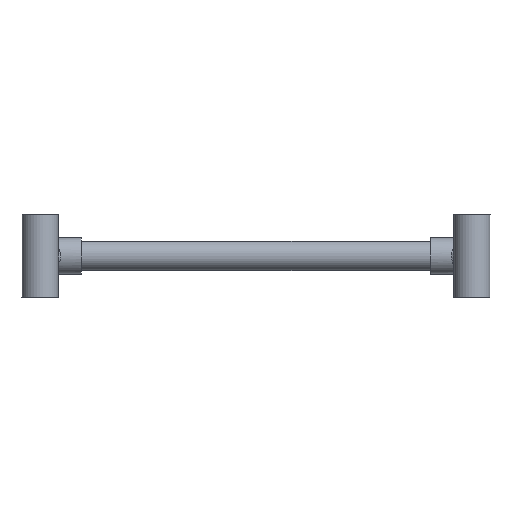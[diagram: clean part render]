
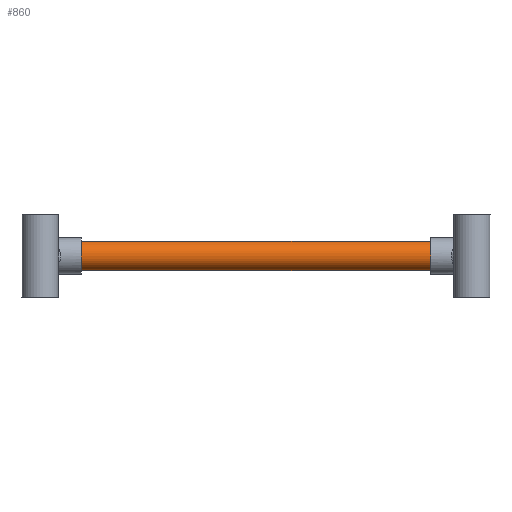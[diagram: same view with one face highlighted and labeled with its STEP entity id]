
A CAD part, left-side view. The second image highlights one B-rep face of the part: STEP entity #860.
In plain terms, the highlighted cylindrical face has radius 11.197 mm (diameter 22.394 mm), a full revolution.
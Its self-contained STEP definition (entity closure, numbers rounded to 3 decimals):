
#132=CYLINDRICAL_SURFACE('',#1006,11.197);
#157=LINE('',#3158,#182);
#182=VECTOR('',#1276,11.197);
#241=FACE_OUTER_BOUND('',#308,.T.);
#308=EDGE_LOOP('',(#790,#791,#792,#793));
#375=CIRCLE('',#1007,11.197);
#376=CIRCLE('',#1008,11.197);
#449=VERTEX_POINT('',#3155);
#450=VERTEX_POINT('',#3157);
#563=EDGE_CURVE('',#449,#449,#375,.T.);
#564=EDGE_CURVE('',#449,#450,#157,.T.);
#565=EDGE_CURVE('',#450,#450,#376,.T.);
#790=ORIENTED_EDGE('',*,*,#563,.F.);
#791=ORIENTED_EDGE('',*,*,#564,.T.);
#792=ORIENTED_EDGE('',*,*,#565,.T.);
#793=ORIENTED_EDGE('',*,*,#564,.F.);
#860=ADVANCED_FACE('',(#241),#132,.T.);
#1006=AXIS2_PLACEMENT_3D('',#3154,#1272,#1273);
#1007=AXIS2_PLACEMENT_3D('',#3156,#1274,#1275);
#1008=AXIS2_PLACEMENT_3D('',#3159,#1277,#1278);
#1272=DIRECTION('center_axis',(0.,-1.,0.));
#1273=DIRECTION('ref_axis',(1.,0.,0.));
#1274=DIRECTION('center_axis',(0.,-1.,0.));
#1275=DIRECTION('ref_axis',(1.,0.,0.));
#1276=DIRECTION('',(0.,1.,0.));
#1277=DIRECTION('center_axis',(0.,-1.,0.));
#1278=DIRECTION('ref_axis',(1.,0.,0.));
#3154=CARTESIAN_POINT('Origin',(334.484,26.535,709.02));
#3155=CARTESIAN_POINT('',(323.287,-243.465,709.02));
#3156=CARTESIAN_POINT('Origin',(334.484,-243.465,709.02));
#3157=CARTESIAN_POINT('',(323.287,26.535,709.02));
#3158=CARTESIAN_POINT('',(323.287,26.535,709.02));
#3159=CARTESIAN_POINT('Origin',(334.484,26.535,709.02));
